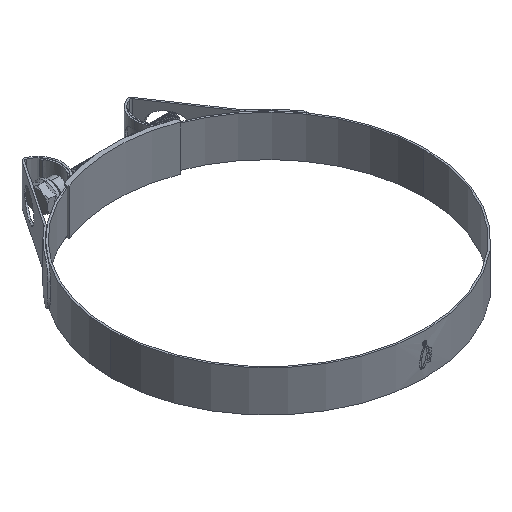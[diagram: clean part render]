
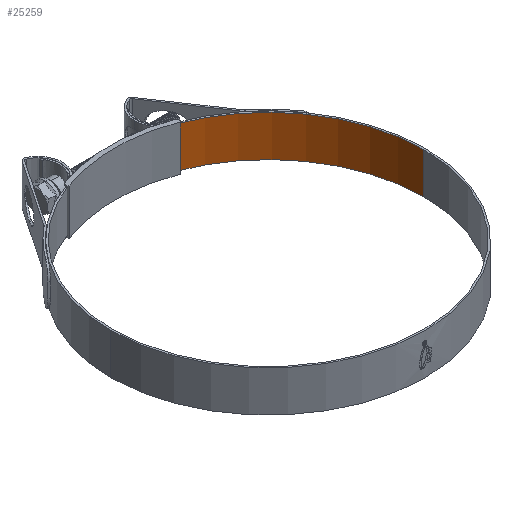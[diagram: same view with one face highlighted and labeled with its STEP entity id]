
A CAD part, isometric view. The second image highlights one B-rep face of the part: STEP entity #25259.
In plain terms, the highlighted cylindrical face has radius 106.5 mm (diameter 213 mm), a partial arc.
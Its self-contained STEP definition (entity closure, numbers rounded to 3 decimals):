
#236 = CARTESIAN_POINT ( 'NONE',  ( 0., 0., 14. ) ) ;
#823 = AXIS2_PLACEMENT_3D ( 'NONE', #26821, #38952, #21029 ) ;
#1202 = CARTESIAN_POINT ( 'NONE',  ( 106.5, 0., 14. ) ) ;
#2564 = CARTESIAN_POINT ( 'NONE',  ( 35.7, 100.338, -14. ) ) ;
#4339 = ORIENTED_EDGE ( 'NONE', *, *, #23029, .T. ) ;
#6983 = EDGE_CURVE ( 'NONE', #12219, #28837, #25692, .T. ) ;
#8089 = VERTEX_POINT ( 'NONE', #2564 ) ;
#8576 = VECTOR ( 'NONE', #39368, 1000. ) ;
#9585 = DIRECTION ( 'NONE',  ( 0., 0., -1. ) ) ;
#12219 = VERTEX_POINT ( 'NONE', #27573 ) ;
#12786 = FACE_OUTER_BOUND ( 'NONE', #28883, .T. ) ;
#13075 = VECTOR ( 'NONE', #25491, 1000. ) ;
#15581 = DIRECTION ( 'NONE',  ( -1., 0., 0. ) ) ;
#16848 = CIRCLE ( 'NONE', #39060, 106.5 ) ;
#21029 = DIRECTION ( 'NONE',  ( -1., 0., 0. ) ) ;
#21896 = DIRECTION ( 'NONE',  ( 0., 0., -1. ) ) ;
#22483 = DIRECTION ( 'NONE',  ( -1., 0., 0. ) ) ;
#23029 = EDGE_CURVE ( 'NONE', #8089, #28837, #16848, .T. ) ;
#24079 = EDGE_CURVE ( 'NONE', #38930, #12219, #33861, .T. ) ;
#24254 = CARTESIAN_POINT ( 'NONE',  ( 35.7, 100.338, 14. ) ) ;
#24839 = CARTESIAN_POINT ( 'NONE',  ( 35.7, 100.338, 14. ) ) ;
#25100 = CARTESIAN_POINT ( 'NONE',  ( 0., 0., -14. ) ) ;
#25259 = ADVANCED_FACE ( 'NONE', ( #12786 ), #33649, .F. ) ;
#25491 = DIRECTION ( 'NONE',  ( 0., 0., -1. ) ) ;
#25502 = CARTESIAN_POINT ( 'NONE',  ( 106.5, 0., -14. ) ) ;
#25692 = LINE ( 'NONE', #1202, #13075 ) ;
#26821 = CARTESIAN_POINT ( 'NONE',  ( 0., 0., 14. ) ) ;
#27458 = ORIENTED_EDGE ( 'NONE', *, *, #38852, .T. ) ;
#27573 = CARTESIAN_POINT ( 'NONE',  ( 106.5, 0., 14. ) ) ;
#28837 = VERTEX_POINT ( 'NONE', #25502 ) ;
#28883 = EDGE_LOOP ( 'NONE', ( #34171, #34926, #27458, #4339 ) ) ;
#33269 = AXIS2_PLACEMENT_3D ( 'NONE', #236, #9585, #15581 ) ;
#33649 = CYLINDRICAL_SURFACE ( 'NONE', #33269, 106.5 ) ;
#33861 = CIRCLE ( 'NONE', #823, 106.5 ) ;
#34171 = ORIENTED_EDGE ( 'NONE', *, *, #6983, .F. ) ;
#34926 = ORIENTED_EDGE ( 'NONE', *, *, #24079, .F. ) ;
#36944 = LINE ( 'NONE', #24254, #8576 ) ;
#38852 = EDGE_CURVE ( 'NONE', #38930, #8089, #36944, .T. ) ;
#38930 = VERTEX_POINT ( 'NONE', #24839 ) ;
#38952 = DIRECTION ( 'NONE',  ( 0., 0., -1. ) ) ;
#39060 = AXIS2_PLACEMENT_3D ( 'NONE', #25100, #21896, #22483 ) ;
#39368 = DIRECTION ( 'NONE',  ( 0., 0., -1. ) ) ;
